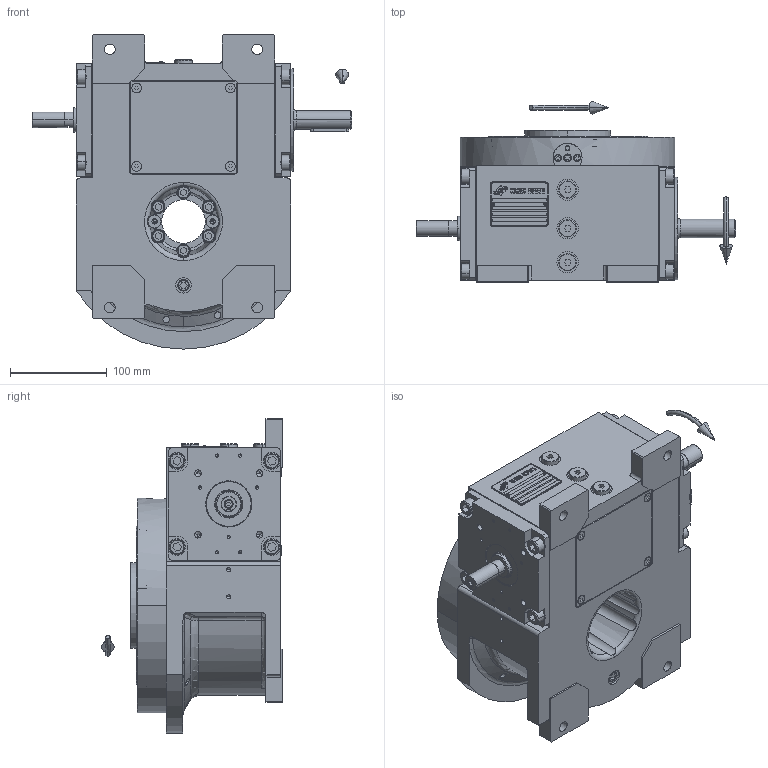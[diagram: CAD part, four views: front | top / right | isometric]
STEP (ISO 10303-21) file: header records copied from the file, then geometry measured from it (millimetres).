
FILE_DESCRIPTION (( 'STEP AP203' ), '1' );
FILE_NAME ('PC5201245.step', '2026-01-19T07:19:44', ( '' ), ( '' ), 'SwSTEP 2.0', 'SolidWorks 2020', '' );
FILE_SCHEMA (( 'CONFIG_CONTROL_DESIGN' ));
Length unit declared in the file: millimetre
Products named in the file (80): cfn2000_01_103; CFN2000_01_185^RIG06_005_ASM_rig06_071_06_m_asm(2)_rig06_071_06_m_asm.stp; PC5201245; rig06_001_a; AS_cfn2476_01_002_60x46; CFN2356_03_047^rig06_071_06_m_asm(2)_rig06_071_06_m_asm.stp; 9004_2512; CFN2203_02_001^rig06_071_06_m_asm(2)_rig06_071_06_m_asm.stp; cfn2000_01_126; rig06_004_s_001; rig06_004; cfn2003_01_054; cfn2128_04_004; cfn2107_01_001; rig06_071_06_m_asm.stp; rig06_017; freccia_angolare_albero; RIG06_021_AF0^RIG06_005_ASM_rig06_071_06_m_asm(2)_rig06_071_06_m_asm.stp; cfn2104_01_016; CFN2010_01_012^rig06_071_06_m_asm(2)_rig06_071_06_m_asm.stp; cfn2070_05_005; cfn2077_01_018; rig06_016; CFN2104_02_017^RIG06_005_ASM_rig06_071_06_m_asm(2)_rig06_071_06_m_asm.stp; AS_rig06_017; cfn2155_01_056; cfn2158_01_011; RIG06_005_ASM^rig06_071_06_m_asm(2)_rig06_071_06_m_asm.stp; cfn2151_01_290; AS_900_38_30_003; rig06_002_bl_003; AS_rig06_071_6_m; cfn2151_01_109; AS_rig06_016; cfn2476_01_002_60x46; 900_38_30_003; cfn2115_02_182; rig06_007_master; freccia_angolare; cfn2151_01_090 ...
Assembly tree (72 placements, depth 5):
  PC5201245
    rig06_001_a
    AS_cfn2476_01_002_60x46
      cfn2476_01_002_60x46
      cfn2107_01_001
      cfn2107_01_001
    AS_rig06_071_6_m
      rig06_071_06_m_asm.stp
        RIG06_005_ASM^rig06_071_06_m_asm(2)_rig06_071_06_m_asm.stp
          RIG06_021_AF0^RIG06_005_ASM_rig06_071_06_m_asm(2)_rig06_071_06_m_asm.stp
          CFN2000_01_185^RIG06_005_ASM_rig06_071_06_m_asm(2)_rig06_071_06_m_asm.stp
          CFN2000_01_185^RIG06_005_ASM_rig06_071_06_m_asm(2)_rig06_071_06_m_asm.stp
          CFN2104_02_017^RIG06_005_ASM_rig06_071_06_m_asm(2)_rig06_071_06_m_asm.stp
        CFN2010_02_002^rig06_071_06_m_asm(2)_rig06_071_06_m_asm.stp
      cfn2000_01_124  x6
      cfn2000_01_124
      cfn2104_01_016  x2
      rig06_003_6
      rig06_005_n_01
      cfn2000_01_124
      cfn2000_01_124
      cfn2000_01_124
      cfn2155_01_303
    AS_rig06_017
      rig06_017
      cfn2158_01_011
      cfn2000_01_126
      cfn2000_01_126
      cfn2000_01_126
      cfn2000_01_126
      cfn2000_01_126
      cfn2000_01_126
    AS_rig06_004
      rig06_004
      cfn2070_05_005
      cfn2000_01_103
      cfn2000_01_103
      cfn2000_01_103
      cfn2000_01_103
      cfn2155_01_056
    AS_rig06_004_s_001
      rig06_004_s_001
      cfn2070_05_005
      cfn2000_01_103
      cfn2000_01_103
      cfn2000_01_103
      cfn2000_01_103
      cfn2155_01_056
    AS_rig06_002_bl_003
      rig06_002_bl_003
      cfn2115_02_182
    9004_2512
    cfn2128_04_004
    cfn2128_04_004
    cfn2128_04_004
    cfn2128_19_002
    AS_rig06_016
      rig06_016
      cfn2003_01_054
      cfn2003_01_054
Bounding box: 330.5 x 187 x 325 mm (x, y, z)
Volume: 2316309.5 mm3; surface area: 765687.6 mm2
Topology: 63 solids, 63 shells, 2011 faces, 4987 edges, 3200 vertices
Faces by surface type: plane 1023, cylinder 647, cone 309, torus 20, bspline 6, sphere 6
Entity records: 69165 total; most frequent: CARTESIAN_POINT 15175, DIRECTION 9618, ORIENTED_EDGE 9254, EDGE_CURVE 4627, AXIS2_PLACEMENT_3D 3320, VERTEX_POINT 3019, VECTOR 2978, LINE 2978
